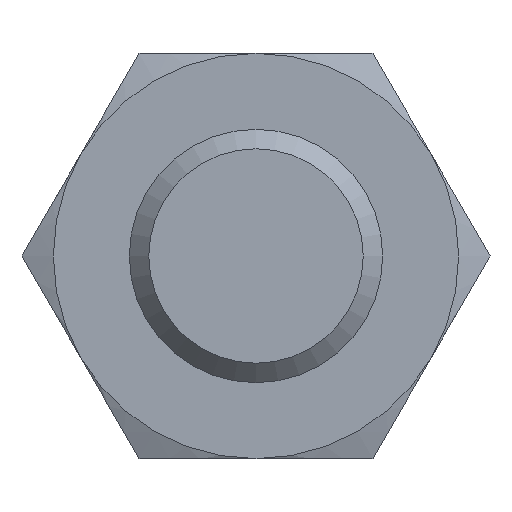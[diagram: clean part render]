
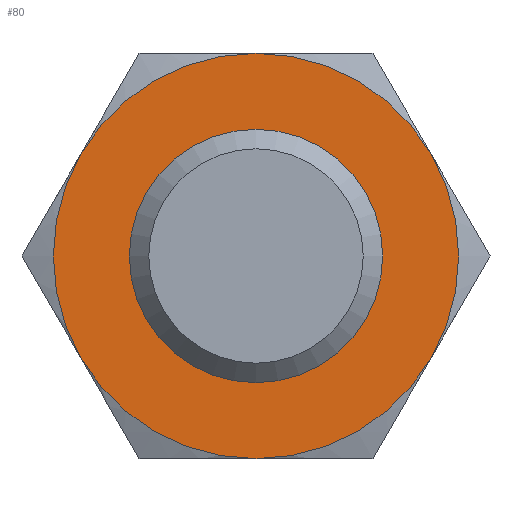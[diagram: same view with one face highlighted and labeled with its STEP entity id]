
A CAD part, front view. The second image highlights one B-rep face of the part: STEP entity #80.
In plain terms, the highlighted planar face has unit normal (0, -1, 0).
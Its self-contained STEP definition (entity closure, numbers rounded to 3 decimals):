
#80 = ADVANCED_FACE( '', ( #168, #169 ), #170, .F. );
#168 = FACE_BOUND( '', #260, .T. );
#169 = FACE_OUTER_BOUND( '', #261, .T. );
#170 = PLANE( '', #262 );
#260 = EDGE_LOOP( '', ( #407 ) );
#261 = EDGE_LOOP( '', ( #408, #409, #410, #411, #412, #413 ) );
#262 = AXIS2_PLACEMENT_3D( '', #414, #415, #416 );
#407 = ORIENTED_EDGE( '', *, *, #552, .F. );
#408 = ORIENTED_EDGE( '', *, *, #553, .T. );
#409 = ORIENTED_EDGE( '', *, *, #548, .T. );
#410 = ORIENTED_EDGE( '', *, *, #498, .T. );
#411 = ORIENTED_EDGE( '', *, *, #530, .T. );
#412 = ORIENTED_EDGE( '', *, *, #554, .T. );
#413 = ORIENTED_EDGE( '', *, *, #534, .T. );
#414 = CARTESIAN_POINT( '', ( 16., 0., 0. ) );
#415 = DIRECTION( '', ( 0., 1., 0. ) );
#416 = DIRECTION( '', ( 0., 0., 1. ) );
#498 = EDGE_CURVE( '', #573, #574, #575, .T. );
#530 = EDGE_CURVE( '', #574, #583, #624, .T. );
#534 = EDGE_CURVE( '', #628, #629, #630, .T. );
#548 = EDGE_CURVE( '', #647, #573, #648, .T. );
#552 = EDGE_CURVE( '', #653, #653, #654, .T. );
#553 = EDGE_CURVE( '', #629, #647, #655, .T. );
#554 = EDGE_CURVE( '', #583, #628, #656, .T. );
#573 = VERTEX_POINT( '', #677 );
#574 = VERTEX_POINT( '', #678 );
#575 = CIRCLE( '', #679, 16. );
#583 = VERTEX_POINT( '', #698 );
#624 = CIRCLE( '', #780, 16. );
#628 = VERTEX_POINT( '', #789 );
#629 = VERTEX_POINT( '', #790 );
#630 = CIRCLE( '', #791, 16. );
#647 = VERTEX_POINT( '', #849 );
#648 = CIRCLE( '', #850, 16. );
#653 = VERTEX_POINT( '', #865 );
#654 = CIRCLE( '', #866, 8.2 );
#655 = CIRCLE( '', #867, 16. );
#656 = CIRCLE( '', #868, 16. );
#677 = CARTESIAN_POINT( '', ( 13.856, 0., 8. ) );
#678 = CARTESIAN_POINT( '', ( 0., 0., 16. ) );
#679 = AXIS2_PLACEMENT_3D( '', #906, #907, #908 );
#698 = CARTESIAN_POINT( '', ( -13.856, 0., 8. ) );
#780 = AXIS2_PLACEMENT_3D( '', #941, #942, #943 );
#789 = CARTESIAN_POINT( '', ( -13.856, 0., -8. ) );
#790 = CARTESIAN_POINT( '', ( 0., 0., -16. ) );
#791 = AXIS2_PLACEMENT_3D( '', #944, #945, #946 );
#849 = CARTESIAN_POINT( '', ( 13.856, 0., -8. ) );
#850 = AXIS2_PLACEMENT_3D( '', #948, #949, #950 );
#865 = CARTESIAN_POINT( '', ( 0., 0., -8.2 ) );
#866 = AXIS2_PLACEMENT_3D( '', #951, #952, #953 );
#867 = AXIS2_PLACEMENT_3D( '', #954, #955, #956 );
#868 = AXIS2_PLACEMENT_3D( '', #957, #958, #959 );
#906 = CARTESIAN_POINT( '', ( 0., 0., 0. ) );
#907 = DIRECTION( '', ( 0., -1., 0. ) );
#908 = DIRECTION( '', ( 0., 0., -1. ) );
#941 = CARTESIAN_POINT( '', ( 0., 0., 0. ) );
#942 = DIRECTION( '', ( 0., -1., 0. ) );
#943 = DIRECTION( '', ( 0., 0., -1. ) );
#944 = CARTESIAN_POINT( '', ( 0., 0., 0. ) );
#945 = DIRECTION( '', ( 0., -1., 0. ) );
#946 = DIRECTION( '', ( 0., 0., -1. ) );
#948 = CARTESIAN_POINT( '', ( 0., 0., 0. ) );
#949 = DIRECTION( '', ( 0., -1., 0. ) );
#950 = DIRECTION( '', ( 0., 0., -1. ) );
#951 = CARTESIAN_POINT( '', ( 0., 0., 0. ) );
#952 = DIRECTION( '', ( 0., -1., 0. ) );
#953 = DIRECTION( '', ( 0., 0., -1. ) );
#954 = CARTESIAN_POINT( '', ( 0., 0., 0. ) );
#955 = DIRECTION( '', ( 0., -1., 0. ) );
#956 = DIRECTION( '', ( 0., 0., -1. ) );
#957 = CARTESIAN_POINT( '', ( 0., 0., 0. ) );
#958 = DIRECTION( '', ( 0., -1., 0. ) );
#959 = DIRECTION( '', ( 0., 0., -1. ) );
